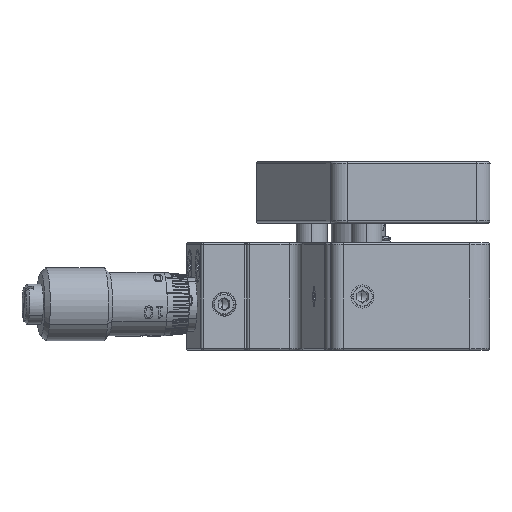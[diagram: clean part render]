
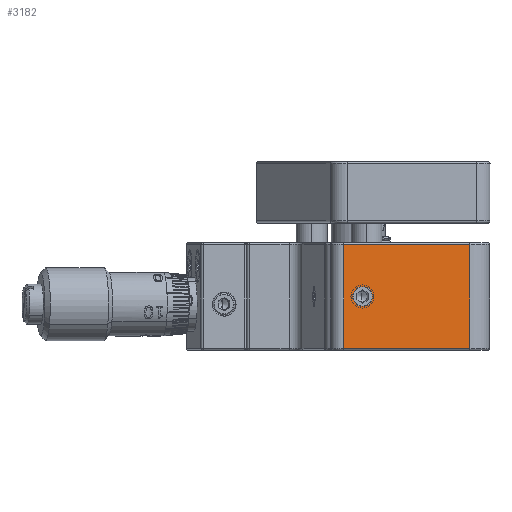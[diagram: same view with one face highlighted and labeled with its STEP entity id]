
A CAD part, left-side view. The second image highlights one B-rep face of the part: STEP entity #3182.
In plain terms, the highlighted planar face has unit normal (-0.992, -0.129, 0).
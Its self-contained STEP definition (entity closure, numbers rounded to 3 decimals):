
#1027 = CARTESIAN_POINT ( 'NONE',  ( -104.902, 6.826, 12.701 ) ) ;
#1149 = CARTESIAN_POINT ( 'NONE',  ( -106.711, 20.708, 19.401 ) ) ;
#1459 = EDGE_LOOP ( 'NONE', ( #35600, #25163, #28628, #2877 ) ) ;
#1489 = VERTEX_POINT ( 'NONE', #42193 ) ;
#2411 = CARTESIAN_POINT ( 'NONE',  ( -106.711, 20.708, 18.151 ) ) ;
#2877 = ORIENTED_EDGE ( 'NONE', *, *, #39536, .T. ) ;
#3182 = ADVANCED_FACE ( 'NONE', ( #39569, #48057 ), #3281, .F. ) ;
#3281 = PLANE ( 'NONE',  #35519 ) ;
#3746 = LINE ( 'NONE', #8094, #47341 ) ;
#7814 = CARTESIAN_POINT ( 'NONE',  ( -104.449, 3.355, 12.701 ) ) ;
#8094 = CARTESIAN_POINT ( 'NONE',  ( -107.034, 23.187, 26.401 ) ) ;
#8918 = CARTESIAN_POINT ( 'NONE',  ( -106.711, 20.708, 19.401 ) ) ;
#10915 = VECTOR ( 'NONE', #22661, 1000. ) ;
#12059 = CIRCLE ( 'NONE', #44743, 1.25 ) ;
#14205 = EDGE_CURVE ( 'NONE', #20560, #36512, #12059, .T. ) ;
#14471 = EDGE_CURVE ( 'NONE', #16492, #1489, #46786, .T. ) ;
#14728 = DIRECTION ( 'NONE',  ( 0., 0., 1. ) ) ;
#15024 = DIRECTION ( 'NONE',  ( 0., 0., 1. ) ) ;
#15124 = LINE ( 'NONE', #7814, #10915 ) ;
#15561 = VERTEX_POINT ( 'NONE', #41643 ) ;
#15845 = EDGE_LOOP ( 'NONE', ( #45005, #32520 ) ) ;
#16492 = VERTEX_POINT ( 'NONE', #38194 ) ;
#16569 = CARTESIAN_POINT ( 'NONE',  ( -106.711, 20.708, 20.651 ) ) ;
#17799 = DIRECTION ( 'NONE',  ( -0.129, 0.992, 0. ) ) ;
#17808 = EDGE_CURVE ( 'NONE', #36512, #20560, #22043, .T. ) ;
#19882 = DIRECTION ( 'NONE',  ( -0.992, -0.129, 0. ) ) ;
#20560 = VERTEX_POINT ( 'NONE', #2411 ) ;
#21237 = EDGE_CURVE ( 'NONE', #47328, #16492, #28383, .T. ) ;
#21433 = VECTOR ( 'NONE', #17799, 1000. ) ;
#22012 = DIRECTION ( 'NONE',  ( -0.129, 0.992, 0. ) ) ;
#22043 = CIRCLE ( 'NONE', #38383, 1.25 ) ;
#22661 = DIRECTION ( 'NONE',  ( 0.129, -0.992, 0. ) ) ;
#23766 = DIRECTION ( 'NONE',  ( 0., 0., 1. ) ) ;
#25163 = ORIENTED_EDGE ( 'NONE', *, *, #14471, .T. ) ;
#28356 = CARTESIAN_POINT ( 'NONE',  ( -104.449, 3.355, 26.401 ) ) ;
#28383 = LINE ( 'NONE', #43231, #30541 ) ;
#28628 = ORIENTED_EDGE ( 'NONE', *, *, #42526, .T. ) ;
#30028 = DIRECTION ( 'NONE',  ( 0., 0., -1. ) ) ;
#30541 = VECTOR ( 'NONE', #14728, 1000. ) ;
#32520 = ORIENTED_EDGE ( 'NONE', *, *, #14205, .F. ) ;
#33783 = DIRECTION ( 'NONE',  ( -0.992, -0.129, 0. ) ) ;
#35519 = AXIS2_PLACEMENT_3D ( 'NONE', #28356, #47347, #22012 ) ;
#35600 = ORIENTED_EDGE ( 'NONE', *, *, #21237, .T. ) ;
#36512 = VERTEX_POINT ( 'NONE', #16569 ) ;
#38194 = CARTESIAN_POINT ( 'NONE',  ( -104.902, 6.826, 26.101 ) ) ;
#38383 = AXIS2_PLACEMENT_3D ( 'NONE', #1149, #33783, #15024 ) ;
#39488 = CARTESIAN_POINT ( 'NONE',  ( -107.034, 23.187, 26.101 ) ) ;
#39536 = EDGE_CURVE ( 'NONE', #15561, #47328, #15124, .T. ) ;
#39569 = FACE_BOUND ( 'NONE', #15845, .T. ) ;
#41643 = CARTESIAN_POINT ( 'NONE',  ( -107.034, 23.187, 12.701 ) ) ;
#42193 = CARTESIAN_POINT ( 'NONE',  ( -107.034, 23.187, 26.101 ) ) ;
#42526 = EDGE_CURVE ( 'NONE', #1489, #15561, #3746, .T. ) ;
#43231 = CARTESIAN_POINT ( 'NONE',  ( -104.902, 6.826, 12.401 ) ) ;
#44743 = AXIS2_PLACEMENT_3D ( 'NONE', #8918, #19882, #23766 ) ;
#45005 = ORIENTED_EDGE ( 'NONE', *, *, #17808, .F. ) ;
#46786 = LINE ( 'NONE', #39488, #21433 ) ;
#47328 = VERTEX_POINT ( 'NONE', #1027 ) ;
#47341 = VECTOR ( 'NONE', #30028, 1000. ) ;
#47347 = DIRECTION ( 'NONE',  ( 0.992, 0.129, 0. ) ) ;
#48057 = FACE_OUTER_BOUND ( 'NONE', #1459, .T. ) ;
